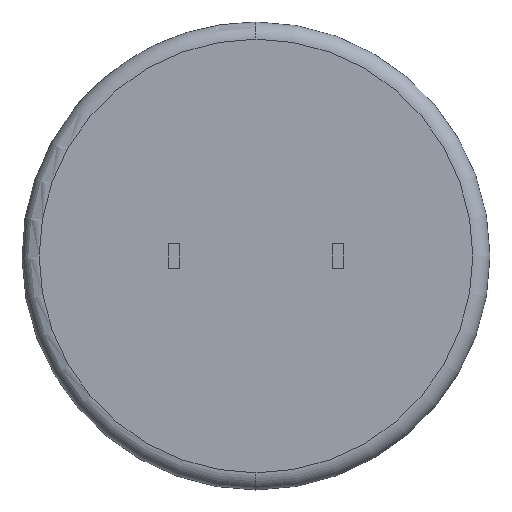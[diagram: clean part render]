
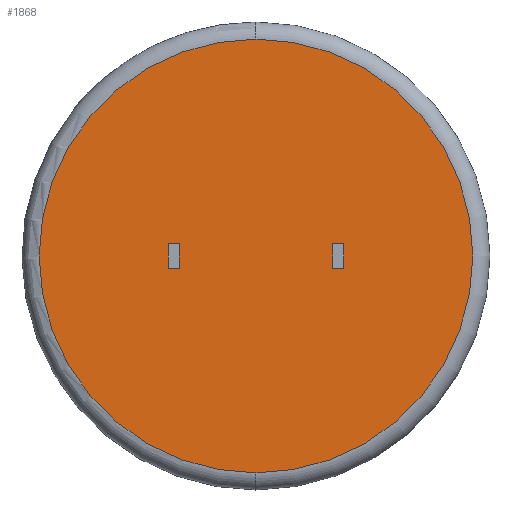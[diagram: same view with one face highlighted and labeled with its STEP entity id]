
A CAD part, front view. The second image highlights one B-rep face of the part: STEP entity #1868.
In plain terms, the highlighted planar face has unit normal (0, -1, 0).
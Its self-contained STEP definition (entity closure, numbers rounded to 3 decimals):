
#53 = VERTEX_POINT ( 'NONE', #1327 ) ;
#82 = DIRECTION ( 'NONE',  ( 0., -1., 0. ) ) ;
#131 = VERTEX_POINT ( 'NONE', #1102 ) ;
#155 = CARTESIAN_POINT ( 'NONE',  ( -5.45, 0., -0.75 ) ) ;
#196 = CARTESIAN_POINT ( 'NONE',  ( -5.45, 0., 0.75 ) ) ;
#242 = FACE_BOUND ( 'NONE', #1376, .T. ) ;
#270 = VECTOR ( 'NONE', #485, 1000. ) ;
#326 = VECTOR ( 'NONE', #382, 1000. ) ;
#373 = EDGE_CURVE ( 'NONE', #2739, #53, #1389, .T. ) ;
#382 = DIRECTION ( 'NONE',  ( 1., 0., 0. ) ) ;
#427 = DIRECTION ( 'NONE',  ( 0., 0., 1. ) ) ;
#439 = VECTOR ( 'NONE', #1707, 1000. ) ;
#485 = DIRECTION ( 'NONE',  ( 0., 0., 1. ) ) ;
#505 = CARTESIAN_POINT ( 'NONE',  ( 4.75, 0., -0.75 ) ) ;
#513 = CIRCLE ( 'NONE', #1681, 13.436 ) ;
#678 = DIRECTION ( 'NONE',  ( 0., 0., 1. ) ) ;
#717 = DIRECTION ( 'NONE',  ( 1., 0., 0. ) ) ;
#723 = EDGE_CURVE ( 'NONE', #131, #2690, #2593, .T. ) ;
#735 = LINE ( 'NONE', #1308, #1934 ) ;
#751 = FACE_OUTER_BOUND ( 'NONE', #965, .T. ) ;
#844 = FACE_BOUND ( 'NONE', #2136, .T. ) ;
#847 = PLANE ( 'NONE',  #867 ) ;
#867 = AXIS2_PLACEMENT_3D ( 'NONE', #2570, #2331, #1285 ) ;
#919 = DIRECTION ( 'NONE',  ( 0., -1., 0. ) ) ;
#965 = EDGE_LOOP ( 'NONE', ( #2384, #1585 ) ) ;
#971 = CARTESIAN_POINT ( 'NONE',  ( 0., 0., -13.436 ) ) ;
#996 = ORIENTED_EDGE ( 'NONE', *, *, #1055, .T. ) ;
#1020 = ORIENTED_EDGE ( 'NONE', *, *, #1068, .F. ) ;
#1033 = CARTESIAN_POINT ( 'NONE',  ( -4.75, 0., 0.75 ) ) ;
#1055 = EDGE_CURVE ( 'NONE', #2203, #1413, #1686, .T. ) ;
#1068 = EDGE_CURVE ( 'NONE', #2165, #2531, #735, .T. ) ;
#1102 = CARTESIAN_POINT ( 'NONE',  ( 5.45, 0., -0.75 ) ) ;
#1199 = CIRCLE ( 'NONE', #1239, 13.436 ) ;
#1239 = AXIS2_PLACEMENT_3D ( 'NONE', #2629, #82, #678 ) ;
#1252 = EDGE_CURVE ( 'NONE', #2531, #131, #1972, .T. ) ;
#1273 = EDGE_CURVE ( 'NONE', #1775, #2065, #1199, .T. ) ;
#1274 = DIRECTION ( 'NONE',  ( 0., 0., -1. ) ) ;
#1285 = DIRECTION ( 'NONE',  ( 0., 0., 1. ) ) ;
#1308 = CARTESIAN_POINT ( 'NONE',  ( 4.75, 0., -0.75 ) ) ;
#1324 = CARTESIAN_POINT ( 'NONE',  ( 0., 0., 0. ) ) ;
#1327 = CARTESIAN_POINT ( 'NONE',  ( -4.75, 0., -0.75 ) ) ;
#1334 = DIRECTION ( 'NONE',  ( 0., 0., 1. ) ) ;
#1376 = EDGE_LOOP ( 'NONE', ( #1020, #2526, #2625, #2298 ) ) ;
#1389 = LINE ( 'NONE', #155, #326 ) ;
#1413 = VERTEX_POINT ( 'NONE', #1033 ) ;
#1454 = CARTESIAN_POINT ( 'NONE',  ( 4.75, 0., -0.75 ) ) ;
#1487 = VECTOR ( 'NONE', #1713, 1000. ) ;
#1488 = CARTESIAN_POINT ( 'NONE',  ( 4.75, 0., 0.75 ) ) ;
#1565 = ORIENTED_EDGE ( 'NONE', *, *, #2300, .T. ) ;
#1585 = ORIENTED_EDGE ( 'NONE', *, *, #1273, .T. ) ;
#1657 = VECTOR ( 'NONE', #427, 1000. ) ;
#1681 = AXIS2_PLACEMENT_3D ( 'NONE', #1324, #919, #1334 ) ;
#1686 = LINE ( 'NONE', #2139, #439 ) ;
#1689 = CARTESIAN_POINT ( 'NONE',  ( 4.75, 0., 0.75 ) ) ;
#1707 = DIRECTION ( 'NONE',  ( 1., 0., 0. ) ) ;
#1713 = DIRECTION ( 'NONE',  ( -1., 0., 0. ) ) ;
#1719 = VECTOR ( 'NONE', #717, 1000. ) ;
#1721 = ORIENTED_EDGE ( 'NONE', *, *, #373, .F. ) ;
#1751 = LINE ( 'NONE', #1488, #1487 ) ;
#1775 = VERTEX_POINT ( 'NONE', #971 ) ;
#1803 = DIRECTION ( 'NONE',  ( 0., 0., -1. ) ) ;
#1830 = EDGE_CURVE ( 'NONE', #2690, #2165, #1751, .T. ) ;
#1868 = ADVANCED_FACE ( 'NONE', ( #751, #844, #242 ), #847, .F. ) ;
#1926 = CARTESIAN_POINT ( 'NONE',  ( 0., 0., 13.436 ) ) ;
#1934 = VECTOR ( 'NONE', #1274, 1000. ) ;
#1937 = VECTOR ( 'NONE', #1803, 1000. ) ;
#1972 = LINE ( 'NONE', #505, #1719 ) ;
#1983 = CARTESIAN_POINT ( 'NONE',  ( -4.75, 0., 0.75 ) ) ;
#2065 = VERTEX_POINT ( 'NONE', #1926 ) ;
#2136 = EDGE_LOOP ( 'NONE', ( #1565, #996, #2237, #1721 ) ) ;
#2139 = CARTESIAN_POINT ( 'NONE',  ( -5.45, 0., 0.75 ) ) ;
#2165 = VERTEX_POINT ( 'NONE', #1689 ) ;
#2200 = CARTESIAN_POINT ( 'NONE',  ( 5.45, 0., 0.75 ) ) ;
#2203 = VERTEX_POINT ( 'NONE', #196 ) ;
#2237 = ORIENTED_EDGE ( 'NONE', *, *, #2480, .T. ) ;
#2268 = EDGE_CURVE ( 'NONE', #2065, #1775, #513, .T. ) ;
#2298 = ORIENTED_EDGE ( 'NONE', *, *, #1252, .F. ) ;
#2300 = EDGE_CURVE ( 'NONE', #2739, #2203, #2704, .T. ) ;
#2331 = DIRECTION ( 'NONE',  ( 0., 1., 0. ) ) ;
#2384 = ORIENTED_EDGE ( 'NONE', *, *, #2268, .T. ) ;
#2480 = EDGE_CURVE ( 'NONE', #1413, #53, #2497, .T. ) ;
#2497 = LINE ( 'NONE', #1983, #1937 ) ;
#2510 = CARTESIAN_POINT ( 'NONE',  ( -5.45, 0., -0.75 ) ) ;
#2526 = ORIENTED_EDGE ( 'NONE', *, *, #1830, .F. ) ;
#2531 = VERTEX_POINT ( 'NONE', #1454 ) ;
#2570 = CARTESIAN_POINT ( 'NONE',  ( 0., 0., 0. ) ) ;
#2581 = CARTESIAN_POINT ( 'NONE',  ( 5.45, 0., 0. ) ) ;
#2593 = LINE ( 'NONE', #2581, #1657 ) ;
#2625 = ORIENTED_EDGE ( 'NONE', *, *, #723, .F. ) ;
#2629 = CARTESIAN_POINT ( 'NONE',  ( 0., 0., 0. ) ) ;
#2641 = CARTESIAN_POINT ( 'NONE',  ( -5.45, 0., 0. ) ) ;
#2690 = VERTEX_POINT ( 'NONE', #2200 ) ;
#2704 = LINE ( 'NONE', #2641, #270 ) ;
#2739 = VERTEX_POINT ( 'NONE', #2510 ) ;
